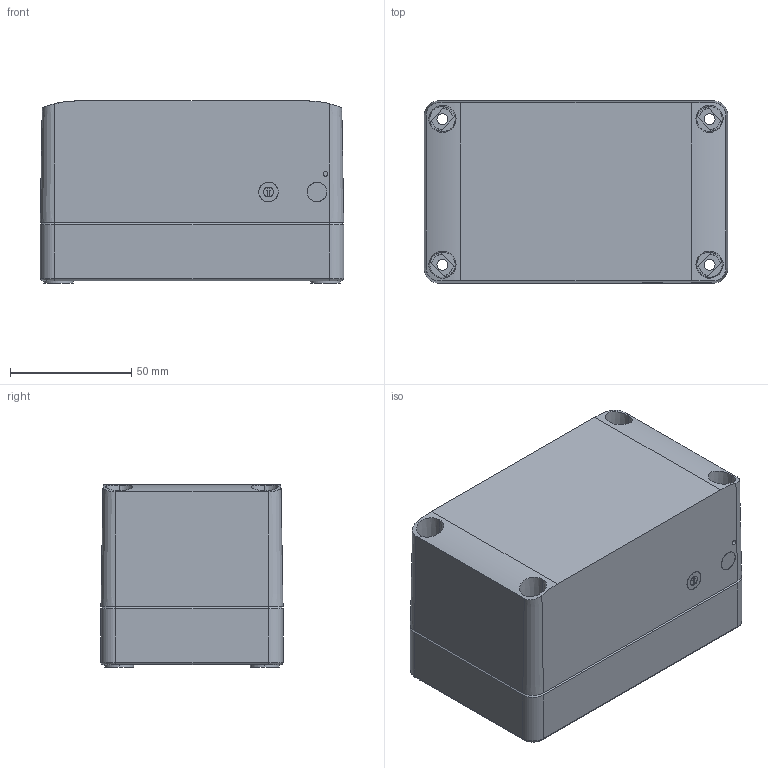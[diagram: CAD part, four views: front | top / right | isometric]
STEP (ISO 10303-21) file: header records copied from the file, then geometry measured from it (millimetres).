
FILE_DESCRIPTION((''),'2;1');
FILE_NAME('SABP081308LG_ASM','2008-12-08T',('pasi_koskela'),(''),'PRO/ENGINEER BY PARAMETRIC TECHNOLOGY CORPORATION, 2008250','PRO/ENGINEER BY PARAMETRIC TECHNOLOGY CORPORATION, 2008250','');
FILE_SCHEMA(('AUTOMOTIVE_DESIGN_CC2 { 1 2 10303 214 -1 1 5 2 }'));
Length unit declared in the file: millimetre
Products named in the file (3): SABG081305L; SABP081303B; SABP081308LG_ASM
Assembly tree (2 placements, depth 2):
  SABP081308LG_ASM
    SABG081305L
    SABP081303B
Bounding box: 125 x 75 x 75 mm (x, y, z)
Volume: 166605.6 mm3; surface area: 104978.5 mm2
Topology: 2 solids, 2 shells, 1759 faces, 4806 edges, 3180 vertices
Faces by surface type: plane 1518, cylinder 145, cone 70, torus 16, extrusion 10
Entity records: 55556 total; most frequent: CARTESIAN_POINT 10426, ORIENTED_EDGE 9612, DIRECTION 8642, EDGE_CURVE 4806, VECTOR 4342, LINE 4332, VERTEX_POINT 3180, AXIS2_PLACEMENT_3D 2150
